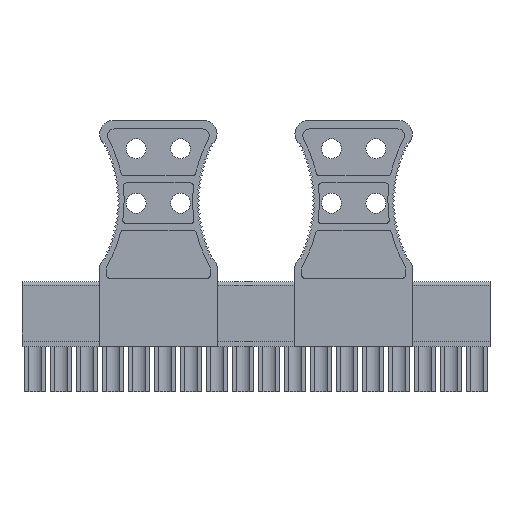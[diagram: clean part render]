
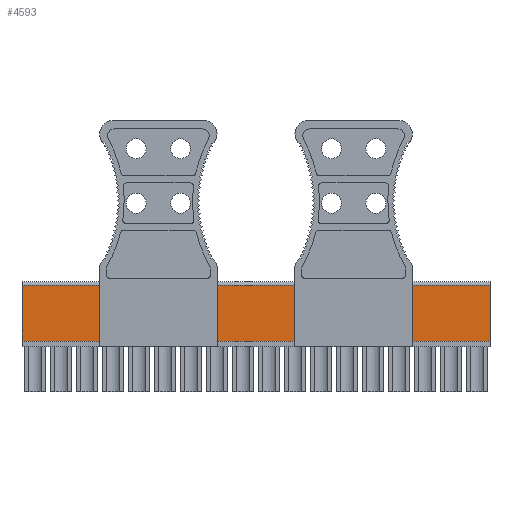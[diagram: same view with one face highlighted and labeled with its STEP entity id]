
A CAD part, front view. The second image highlights one B-rep face of the part: STEP entity #4593.
In plain terms, the highlighted planar face has unit normal (0, -1, 0).
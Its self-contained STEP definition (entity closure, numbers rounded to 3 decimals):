
#4557=AXIS2_PLACEMENT_3D('Plane Axis2P3D',#4554,#4555,#4556) ;
#4554=CARTESIAN_POINT('Axis2P3D Location',(0.,1.1,6.6)) ;
#4559=CARTESIAN_POINT('Line Origine',(68.58,1.1,11.5)) ;
#4563=CARTESIAN_POINT('Vertex',(68.58,1.1,7.4)) ;
#4565=CARTESIAN_POINT('Vertex',(68.58,1.1,15.6)) ;
#4568=CARTESIAN_POINT('Line Origine',(34.29,1.1,15.6)) ;
#4572=CARTESIAN_POINT('Vertex',(0.,1.1,15.6)) ;
#4575=CARTESIAN_POINT('Line Origine',(0.,1.1,11.5)) ;
#4579=CARTESIAN_POINT('Vertex',(0.,1.1,7.4)) ;
#4582=CARTESIAN_POINT('Line Origine',(34.29,1.1,7.4)) ;
#4555=DIRECTION('Axis2P3D Direction',(0.,1.,0.)) ;
#4556=DIRECTION('Axis2P3D XDirection',(0.,0.,1.)) ;
#4560=DIRECTION('Vector Direction',(0.,0.,1.)) ;
#4569=DIRECTION('Vector Direction',(1.,0.,0.)) ;
#4576=DIRECTION('Vector Direction',(0.,0.,1.)) ;
#4583=DIRECTION('Vector Direction',(1.,0.,0.)) ;
#4561=VECTOR('Line Direction',#4560,1.) ;
#4570=VECTOR('Line Direction',#4569,1.) ;
#4577=VECTOR('Line Direction',#4576,1.) ;
#4584=VECTOR('Line Direction',#4583,1.) ;
#4588=ORIENTED_EDGE('',*,*,#4567,.T.) ;
#4589=ORIENTED_EDGE('',*,*,#4574,.F.) ;
#4590=ORIENTED_EDGE('',*,*,#4581,.F.) ;
#4591=ORIENTED_EDGE('',*,*,#4586,.T.) ;
#4593=ADVANCED_FACE('HOUSING',(#4592),#4558,.F.) ;
#4567=EDGE_CURVE('',#4564,#4566,#4562,.T.) ;
#4574=EDGE_CURVE('',#4573,#4566,#4571,.T.) ;
#4581=EDGE_CURVE('',#4580,#4573,#4578,.T.) ;
#4586=EDGE_CURVE('',#4580,#4564,#4585,.T.) ;
#4587=EDGE_LOOP('',(#4588,#4589,#4590,#4591)) ;
#4592=FACE_OUTER_BOUND('',#4587,.T.) ;
#4562=LINE('Line',#4559,#4561) ;
#4571=LINE('Line',#4568,#4570) ;
#4578=LINE('Line',#4575,#4577) ;
#4585=LINE('Line',#4582,#4584) ;
#4558=PLANE('',#4557) ;
#4564=VERTEX_POINT('',#4563) ;
#4566=VERTEX_POINT('',#4565) ;
#4573=VERTEX_POINT('',#4572) ;
#4580=VERTEX_POINT('',#4579) ;
